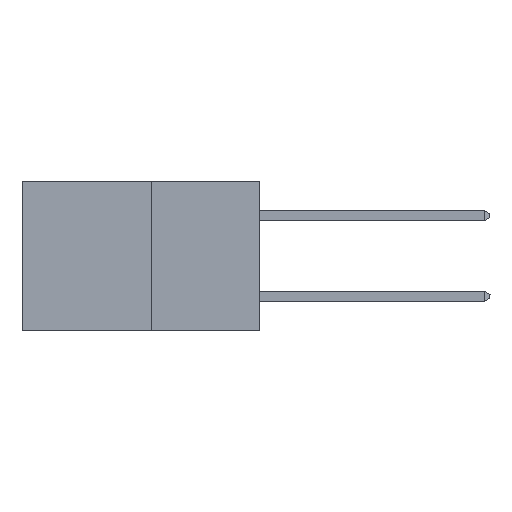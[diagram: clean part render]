
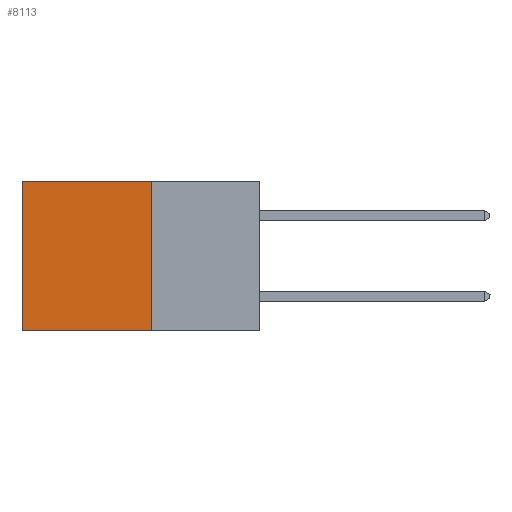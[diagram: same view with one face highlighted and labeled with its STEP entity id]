
A CAD part, left-side view. The second image highlights one B-rep face of the part: STEP entity #8113.
In plain terms, the highlighted planar face has unit normal (-1, 0, 0).
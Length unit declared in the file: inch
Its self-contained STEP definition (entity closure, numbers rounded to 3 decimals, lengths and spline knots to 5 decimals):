
#1556 = VERTEX_POINT ( 'NONE', #8234 ) ;
#2341 = VERTEX_POINT ( 'NONE', #29519 ) ;
#5428 = ORIENTED_EDGE ( 'NONE', *, *, #13430, .T. ) ;
#5807 = EDGE_CURVE ( 'NONE', #25701, #1556, #33890, .T. ) ;
#6418 = ORIENTED_EDGE ( 'NONE', *, *, #33355, .F. ) ;
#6645 = ORIENTED_EDGE ( 'NONE', *, *, #5807, .T. ) ;
#7256 = DIRECTION ( 'NONE',  ( 0., 0., -1. ) ) ;
#7368 = CARTESIAN_POINT ( 'NONE',  ( 0.277, 0.27, -0.37 ) ) ;
#8113 = ADVANCED_FACE ( 'NONE', ( #35480 ), #24260, .F. ) ;
#8234 = CARTESIAN_POINT ( 'NONE',  ( 0.277, 0.59, -0.37 ) ) ;
#10238 = DIRECTION ( 'NONE',  ( 1., 0., 0. ) ) ;
#11777 = ORIENTED_EDGE ( 'NONE', *, *, #12668, .F. ) ;
#12638 = DIRECTION ( 'NONE',  ( 0., 0., -1. ) ) ;
#12668 = EDGE_CURVE ( 'NONE', #17242, #2341, #15981, .T. ) ;
#12840 = CARTESIAN_POINT ( 'NONE',  ( 0.277, 0.27, 0. ) ) ;
#13430 = EDGE_CURVE ( 'NONE', #17242, #25701, #36086, .T. ) ;
#14531 = AXIS2_PLACEMENT_3D ( 'NONE', #7368, #10238, #29843 ) ;
#15580 = CARTESIAN_POINT ( 'NONE',  ( 0.277, 0.27, 0. ) ) ;
#15981 = LINE ( 'NONE', #21307, #22570 ) ;
#17242 = VERTEX_POINT ( 'NONE', #12840 ) ;
#18997 = CARTESIAN_POINT ( 'NONE',  ( 0.277, 0.27, -0.37 ) ) ;
#19025 = VECTOR ( 'NONE', #12638, 39.37008 ) ;
#21105 = VECTOR ( 'NONE', #21939, 39.37008 ) ;
#21307 = CARTESIAN_POINT ( 'NONE',  ( 0.277, 0.27, -0.37 ) ) ;
#21939 = DIRECTION ( 'NONE',  ( 0., 1., 0. ) ) ;
#22570 = VECTOR ( 'NONE', #7256, 39.37008 ) ;
#24212 = CARTESIAN_POINT ( 'NONE',  ( 0.277, 0.59, 0. ) ) ;
#24260 = PLANE ( 'NONE',  #14531 ) ;
#25701 = VERTEX_POINT ( 'NONE', #24212 ) ;
#28540 = LINE ( 'NONE', #18997, #21105 ) ;
#28653 = VECTOR ( 'NONE', #32356, 39.37008 ) ;
#29519 = CARTESIAN_POINT ( 'NONE',  ( 0.277, 0.27, -0.37 ) ) ;
#29843 = DIRECTION ( 'NONE',  ( 0., 0., -1. ) ) ;
#32356 = DIRECTION ( 'NONE',  ( 0., 1., 0. ) ) ;
#32703 = EDGE_LOOP ( 'NONE', ( #6645, #6418, #11777, #5428 ) ) ;
#33355 = EDGE_CURVE ( 'NONE', #2341, #1556, #28540, .T. ) ;
#33890 = LINE ( 'NONE', #34830, #19025 ) ;
#34830 = CARTESIAN_POINT ( 'NONE',  ( 0.277, 0.59, -0.37 ) ) ;
#35480 = FACE_OUTER_BOUND ( 'NONE', #32703, .T. ) ;
#36086 = LINE ( 'NONE', #15580, #28653 ) ;
